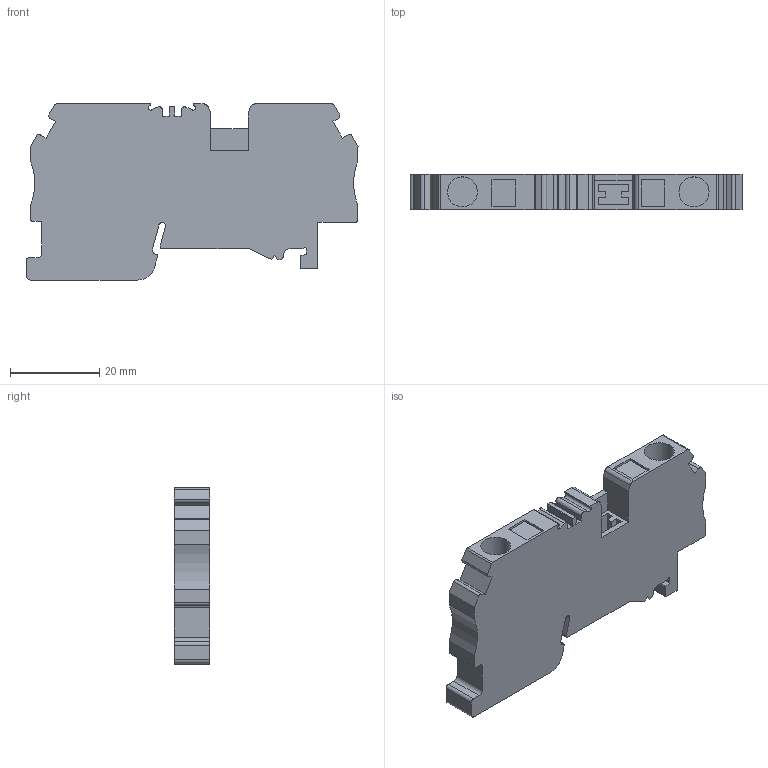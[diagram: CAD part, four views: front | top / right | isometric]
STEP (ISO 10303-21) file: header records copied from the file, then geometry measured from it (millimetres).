
FILE_DESCRIPTION(/* description */ ('Unknown'),/* implementation_level */ '2;1');
FILE_NAME(/* name */ 'DST6_GY_3D',/* time_stamp */ '2019-09-17T16:50:20+05:00',/* author */ ('Unknown'),/* organization */ ('Unknown'),/* preprocessor_version */ 'ST-DEVELOPER v16.7',/* originating_system */ 'DEX',/* authorisation */ $);
FILE_SCHEMA (('AUTOMOTIVE_DESIGN {1 0 10303 214 3 1 1}'));
Length unit declared in the file: millimetre
Products named in the file (1): DST6
Bounding box: 74.5 x 8 x 39.5 mm (x, y, z)
Volume: 17150.2 mm3; surface area: 8167.9 mm2
Topology: 1 solids, 1 shells, 133 faces, 378 edges, 252 vertices
Faces by surface type: plane 92, cylinder 41
Full cylindrical faces by diameter (mm): 6.75 x2
Entity records: 4336 total; most frequent: CARTESIAN_POINT 762, ORIENTED_EDGE 752, DIRECTION 728, EDGE_CURVE 376, LINE 292, VECTOR 292, VERTEX_POINT 252, AXIS2_PLACEMENT_3D 218
